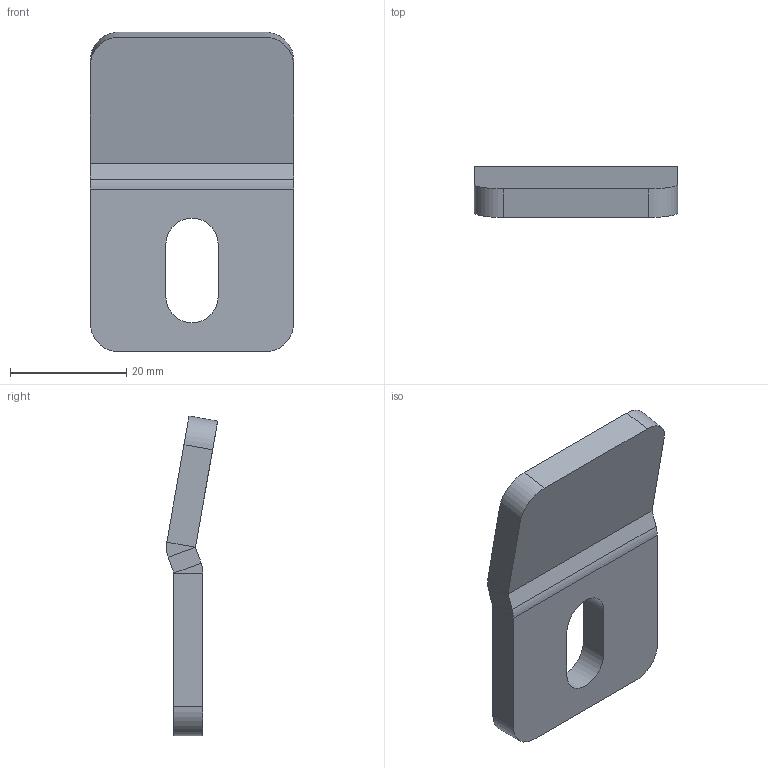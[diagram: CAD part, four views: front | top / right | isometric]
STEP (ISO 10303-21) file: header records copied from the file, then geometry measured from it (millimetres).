
FILE_DESCRIPTION((''),'2;1');
FILE_NAME('ZMV','2019-10-09T16:30:38',('tomasz.grudniewski'),(''),'CREO PARAMETRIC BY PTC INC, 2019080','CREO PARAMETRIC BY PTC INC, 2019080','');
FILE_SCHEMA(('CONFIG_CONTROL_DESIGN'));
Length unit declared in the file: millimetre
Products named in the file (1): ZMV
Bounding box: 35 x 8.82 x 55 mm (x, y, z)
Volume: 8814.5 mm3; surface area: 4615.4 mm2
Topology: 1 solids, 1 shells, 28 faces, 62 edges, 36 vertices
Faces by surface type: plane 20, cylinder 8
Entity records: 796 total; most frequent: DIRECTION 134, CARTESIAN_POINT 126, ORIENTED_EDGE 124, EDGE_CURVE 62, VECTOR 46, LINE 46, AXIS2_PLACEMENT_3D 44, VERTEX_POINT 36
